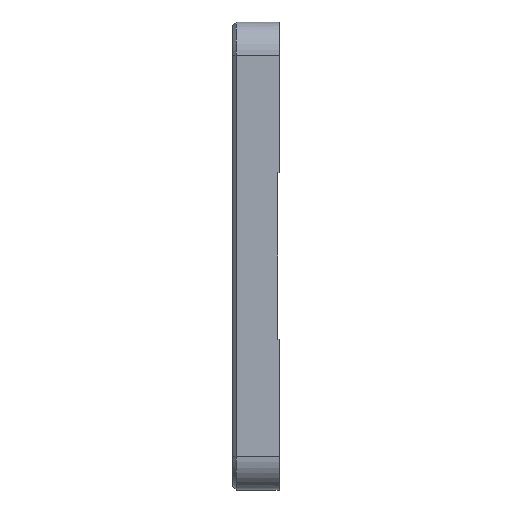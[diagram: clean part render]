
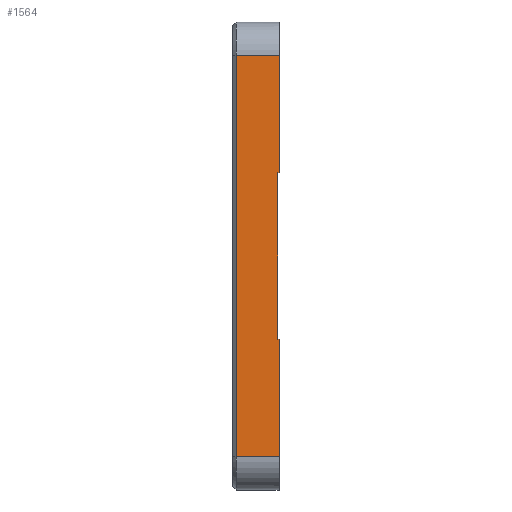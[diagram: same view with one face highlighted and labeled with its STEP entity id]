
A CAD part, left-side view. The second image highlights one B-rep face of the part: STEP entity #1564.
In plain terms, the highlighted planar face has unit normal (-1, 0, 0).
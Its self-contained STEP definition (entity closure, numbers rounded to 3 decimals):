
#82 = VERTEX_POINT ( 'NONE', #3951 ) ;
#106 = VERTEX_POINT ( 'NONE', #3902 ) ;
#111 = VERTEX_POINT ( 'NONE', #4068 ) ;
#123 = VERTEX_POINT ( 'NONE', #4013 ) ;
#163 = VERTEX_POINT ( 'NONE', #3977 ) ;
#374 = VERTEX_POINT ( 'NONE', #4038 ) ;
#568 = VECTOR ( 'NONE', #4520, 1000. ) ;
#847 = VECTOR ( 'NONE', #3107, 1000. ) ;
#1501 = EDGE_LOOP ( 'NONE', ( #1514, #1512, #1509, #1532, #1510, #1546, #1543, #1528 ) ) ;
#1509 = ORIENTED_EDGE ( 'NONE', *, *, #4912, .T. ) ;
#1510 = ORIENTED_EDGE ( 'NONE', *, *, #1653, .F. ) ;
#1512 = ORIENTED_EDGE ( 'NONE', *, *, #1659, .T. ) ;
#1514 = ORIENTED_EDGE ( 'NONE', *, *, #1660, .T. ) ;
#1528 = ORIENTED_EDGE ( 'NONE', *, *, #1628, .T. ) ;
#1532 = ORIENTED_EDGE ( 'NONE', *, *, #5025, .T. ) ;
#1543 = ORIENTED_EDGE ( 'NONE', *, *, #1637, .T. ) ;
#1546 = ORIENTED_EDGE ( 'NONE', *, *, #1673, .F. ) ;
#1564 = ADVANCED_FACE ( 'NONE', ( #5306 ), #2679, .F. ) ;
#1628 = EDGE_CURVE ( 'NONE', #111, #106, #4090, .T. ) ;
#1637 = EDGE_CURVE ( 'NONE', #374, #111, #2080, .T. ) ;
#1653 = EDGE_CURVE ( 'NONE', #163, #5337, #2122, .T. ) ;
#1659 = EDGE_CURVE ( 'NONE', #123, #82, #2129, .T. ) ;
#1660 = EDGE_CURVE ( 'NONE', #106, #123, #2130, .T. ) ;
#1673 = EDGE_CURVE ( 'NONE', #374, #163, #2151, .T. ) ;
#1724 = VECTOR ( 'NONE', #2020, 1000. ) ;
#1844 = CARTESIAN_POINT ( 'NONE',  ( -38.1, 0.254, -15.875 ) ) ;
#1855 = CARTESIAN_POINT ( 'NONE',  ( -38.1, 8.255, -38.291 ) ) ;
#1882 = DIRECTION ( 'NONE',  ( 0., -1., 0. ) ) ;
#1885 = DIRECTION ( 'NONE',  ( 0., -1., 0. ) ) ;
#1891 = CARTESIAN_POINT ( 'NONE',  ( -38.1, 0.254, 15.875 ) ) ;
#2020 = DIRECTION ( 'NONE',  ( 0., 0., 1. ) ) ;
#2025 = CARTESIAN_POINT ( 'NONE',  ( -38.1, 0., -44.641 ) ) ;
#2034 = CARTESIAN_POINT ( 'NONE',  ( -38.1, 8.89, 38.291 ) ) ;
#2035 = DIRECTION ( 'NONE',  ( 0., 0., -1. ) ) ;
#2037 = DIRECTION ( 'NONE',  ( 0., 1., 0. ) ) ;
#2080 = LINE ( 'NONE', #1891, #5219 ) ;
#2122 = LINE ( 'NONE', #1844, #5206 ) ;
#2129 = LINE ( 'NONE', #1855, #3359 ) ;
#2130 = LINE ( 'NONE', #2034, #3364 ) ;
#2151 = LINE ( 'NONE', #4888, #4126 ) ;
#2282 = LINE ( 'NONE', #4521, #568 ) ;
#2502 = LINE ( 'NONE', #3106, #847 ) ;
#2665 = DIRECTION ( 'NONE',  ( 1., 0., 0. ) ) ;
#2671 = CARTESIAN_POINT ( 'NONE',  ( -38.1, 8.89, -44.641 ) ) ;
#2674 = DIRECTION ( 'NONE',  ( 0., 0., -1. ) ) ;
#2679 = PLANE ( 'NONE',  #4225 ) ;
#3106 = CARTESIAN_POINT ( 'NONE',  ( -38.1, 0., -44.641 ) ) ;
#3107 = DIRECTION ( 'NONE',  ( 0., 0., 1. ) ) ;
#3334 = CARTESIAN_POINT ( 'NONE',  ( -38.1, 0., -38.291 ) ) ;
#3359 = VECTOR ( 'NONE', #2035, 1000. ) ;
#3364 = VECTOR ( 'NONE', #2037, 1000. ) ;
#3902 = CARTESIAN_POINT ( 'NONE',  ( -38.1, 0., 38.291 ) ) ;
#3951 = CARTESIAN_POINT ( 'NONE',  ( -38.1, 8.255, -38.291 ) ) ;
#3977 = CARTESIAN_POINT ( 'NONE',  ( -38.1, 0.254, -15.875 ) ) ;
#4013 = CARTESIAN_POINT ( 'NONE',  ( -38.1, 8.255, 38.291 ) ) ;
#4038 = CARTESIAN_POINT ( 'NONE',  ( -38.1, 0.254, 15.875 ) ) ;
#4068 = CARTESIAN_POINT ( 'NONE',  ( -38.1, 0., 15.875 ) ) ;
#4090 = LINE ( 'NONE', #2025, #1724 ) ;
#4126 = VECTOR ( 'NONE', #4895, 1000. ) ;
#4225 = AXIS2_PLACEMENT_3D ( 'NONE', #2671, #2665, #2674 ) ;
#4520 = DIRECTION ( 'NONE',  ( 0., -1., 0. ) ) ;
#4521 = CARTESIAN_POINT ( 'NONE',  ( -38.1, 8.89, -38.291 ) ) ;
#4888 = CARTESIAN_POINT ( 'NONE',  ( -38.1, 0.254, 15.875 ) ) ;
#4895 = DIRECTION ( 'NONE',  ( 0., 0., -1. ) ) ;
#4912 = EDGE_CURVE ( 'NONE', #82, #5270, #2282, .T. ) ;
#5025 = EDGE_CURVE ( 'NONE', #5270, #5337, #2502, .T. ) ;
#5139 = CARTESIAN_POINT ( 'NONE',  ( -38.1, 0., -15.875 ) ) ;
#5206 = VECTOR ( 'NONE', #1885, 1000. ) ;
#5219 = VECTOR ( 'NONE', #1882, 1000. ) ;
#5270 = VERTEX_POINT ( 'NONE', #3334 ) ;
#5306 = FACE_OUTER_BOUND ( 'NONE', #1501, .T. ) ;
#5337 = VERTEX_POINT ( 'NONE', #5139 ) ;
